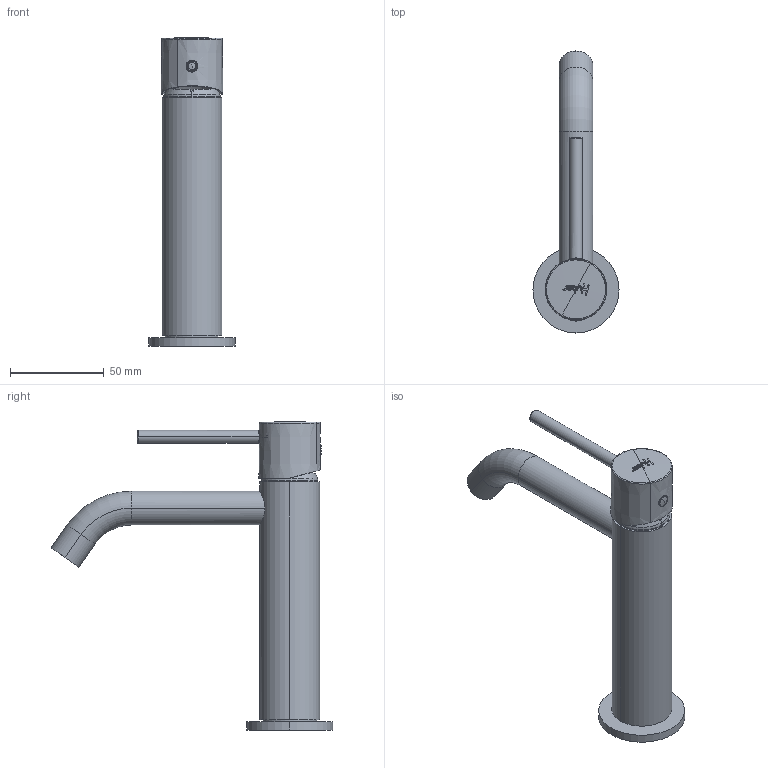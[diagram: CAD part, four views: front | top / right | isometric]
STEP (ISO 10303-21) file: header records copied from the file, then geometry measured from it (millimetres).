
FILE_DESCRIPTION(('CATIA V5 STEP Exchange','CAx-IF Rec.Pracs.--- Model Styling and Organization---1.5--- 2016-08-15','CAx-IF Rec.Pracs.---Supplemental Geometry---1.0---2011-11-01','CAx-IF Rec.Pracs.--- Composite Materials ---3.4---2017-06-13','CAx-IF Rec.Pracs.---Tessellated 3D Geometry---1.0---2015-12-17'),'2;1');
FILE_NAME('MT 000504.stp','2024-02-26T09:59:55+00:00',('none'),('none'),'CATIA Version 5-6 Release 2020 SP2','CATIA V5 STEP AP242 v2','none');
FILE_SCHEMA(('AP242_MANAGED_MODEL_BASED_3D_ENGINEERING_MIM_LF {1 0 10303 442 1 1 4}'));
Length unit declared in the file: millimetre
Products named in the file (7): Product2; PR9D837; P47905-EN ; P47432; P33701; P32474; Standard_PART
Assembly tree (6 placements, depth 3):
  Product2
    PR9D837
      P47905-EN 
      P47432
    P33701
    P32474
    Standard_PART
Bounding box: 46 x 150.37 x 164.5 mm (x, y, z)
Volume: 54616.4 mm3; surface area: 52461.4 mm2
Topology: 6 solids, 6 shells, 360 faces, 913 edges, 572 vertices
Faces by surface type: cylinder 130, plane 92, cone 61, torus 40, bspline 20, sphere 17
Entity records: 13213 total; most frequent: CARTESIAN_POINT 5140, ORIENTED_EDGE 1782, DIRECTION 1202, EDGE_CURVE 891, AXIS2_PLACEMENT_3D 613, VERTEX_POINT 565, EDGE_LOOP 398, ADVANCED_FACE 360
